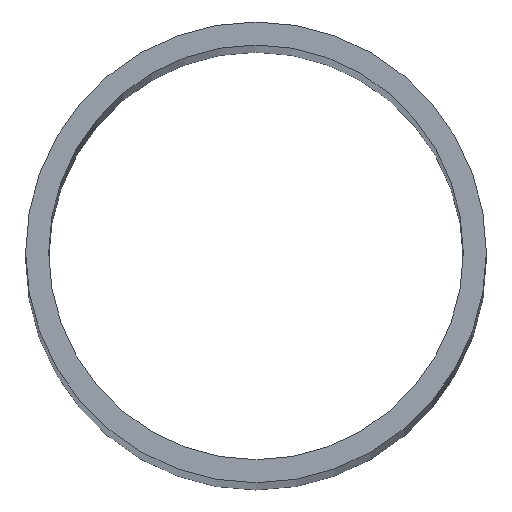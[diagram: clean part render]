
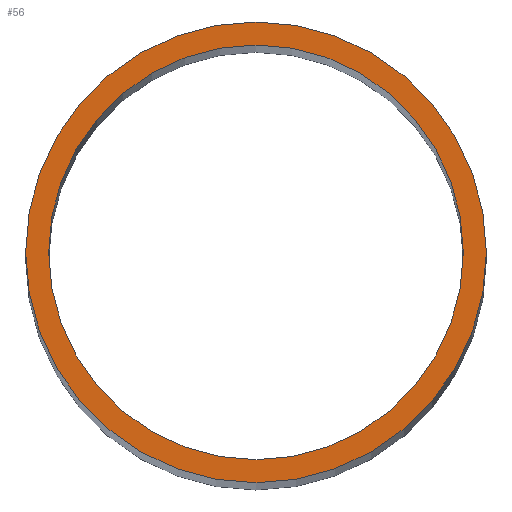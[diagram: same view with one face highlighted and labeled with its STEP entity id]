
A CAD part, top view. The second image highlights one B-rep face of the part: STEP entity #56.
In plain terms, the highlighted planar face has unit normal (0, 0, 1).
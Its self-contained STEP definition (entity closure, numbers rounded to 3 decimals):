
#1 = FACE_OUTER_BOUND ( 'NONE', #131, .T. ) ;
#2 = DIRECTION ( 'NONE',  ( 0., 0., 1. ) ) ;
#5 = DIRECTION ( 'NONE',  ( 1., 0., 0. ) ) ;
#11 = FACE_BOUND ( 'NONE', #120, .T. ) ;
#15 = CIRCLE ( 'NONE', #206, 8. ) ;
#25 = CIRCLE ( 'NONE', #181, 7.2 ) ;
#28 = ORIENTED_EDGE ( 'NONE', *, *, #123, .T. ) ;
#32 = ORIENTED_EDGE ( 'NONE', *, *, #178, .F. ) ;
#33 = CARTESIAN_POINT ( 'NONE',  ( 0., 0., 72.5 ) ) ;
#34 = AXIS2_PLACEMENT_3D ( 'NONE', #33, #183, #87 ) ;
#41 = AXIS2_PLACEMENT_3D ( 'NONE', #96, #106, #174 ) ;
#42 = PLANE ( 'NONE',  #129 ) ;
#44 = CIRCLE ( 'NONE', #34, 7.2 ) ;
#49 = EDGE_CURVE ( 'NONE', #73, #130, #184, .T. ) ;
#56 = ADVANCED_FACE ( 'NONE', ( #1, #11 ), #42, .T. ) ;
#64 = CARTESIAN_POINT ( 'NONE',  ( 0., 0., 72.5 ) ) ;
#73 = VERTEX_POINT ( 'NONE', #154 ) ;
#74 = CARTESIAN_POINT ( 'NONE',  ( 8., 0., 72.5 ) ) ;
#87 = DIRECTION ( 'NONE',  ( 1., 0., 0. ) ) ;
#88 = DIRECTION ( 'NONE',  ( 1., 0., 0. ) ) ;
#94 = DIRECTION ( 'NONE',  ( 1., 0., 0. ) ) ;
#96 = CARTESIAN_POINT ( 'NONE',  ( 0., 0., 72.5 ) ) ;
#106 = DIRECTION ( 'NONE',  ( 0., 0., 1. ) ) ;
#107 = CARTESIAN_POINT ( 'NONE',  ( 0., 0., 72.5 ) ) ;
#120 = EDGE_LOOP ( 'NONE', ( #32, #152 ) ) ;
#123 = EDGE_CURVE ( 'NONE', #130, #73, #15, .T. ) ;
#129 = AXIS2_PLACEMENT_3D ( 'NONE', #139, #173, #94 ) ;
#130 = VERTEX_POINT ( 'NONE', #74 ) ;
#131 = EDGE_LOOP ( 'NONE', ( #194, #28 ) ) ;
#138 = DIRECTION ( 'NONE',  ( 0., 0., 1. ) ) ;
#139 = CARTESIAN_POINT ( 'NONE',  ( 0., 0., 72.5 ) ) ;
#150 = EDGE_CURVE ( 'NONE', #180, #208, #25, .T. ) ;
#152 = ORIENTED_EDGE ( 'NONE', *, *, #150, .F. ) ;
#154 = CARTESIAN_POINT ( 'NONE',  ( -8., 0., 72.5 ) ) ;
#169 = CARTESIAN_POINT ( 'NONE',  ( 7.2, 0., 72.5 ) ) ;
#173 = DIRECTION ( 'NONE',  ( 0., 0., 1. ) ) ;
#174 = DIRECTION ( 'NONE',  ( 1., 0., 0. ) ) ;
#178 = EDGE_CURVE ( 'NONE', #208, #180, #44, .T. ) ;
#180 = VERTEX_POINT ( 'NONE', #169 ) ;
#181 = AXIS2_PLACEMENT_3D ( 'NONE', #64, #2, #88 ) ;
#183 = DIRECTION ( 'NONE',  ( 0., 0., 1. ) ) ;
#184 = CIRCLE ( 'NONE', #41, 8. ) ;
#194 = ORIENTED_EDGE ( 'NONE', *, *, #49, .T. ) ;
#198 = CARTESIAN_POINT ( 'NONE',  ( -7.2, 0., 72.5 ) ) ;
#206 = AXIS2_PLACEMENT_3D ( 'NONE', #107, #138, #5 ) ;
#208 = VERTEX_POINT ( 'NONE', #198 ) ;
